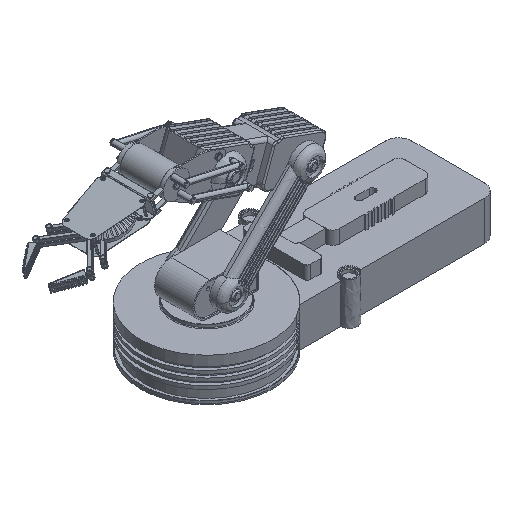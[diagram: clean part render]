
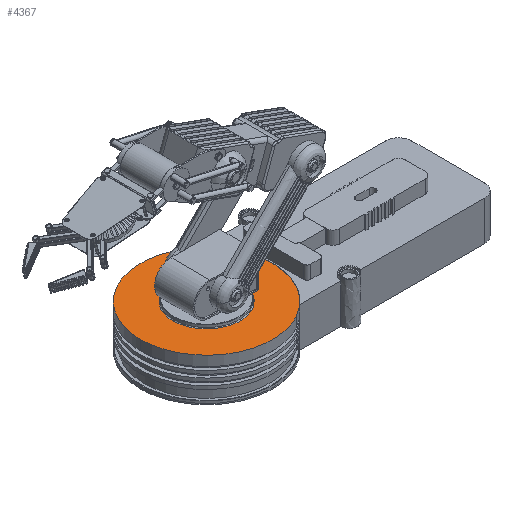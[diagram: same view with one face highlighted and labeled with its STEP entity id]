
A CAD part, isometric view. The second image highlights one B-rep face of the part: STEP entity #4367.
In plain terms, the highlighted free-form (B-spline) face has degree [1, 1] with [2, 2] control points.
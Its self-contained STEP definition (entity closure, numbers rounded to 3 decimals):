
#4095 = EDGE_CURVE('',#4096,#4098,#4100,.T.);
#4096 = VERTEX_POINT('',#4097);
#4097 = CARTESIAN_POINT('',(-17.999,-86.782,
    59.333));
#4098 = VERTEX_POINT('',#4099);
#4099 = CARTESIAN_POINT('',(33.48,0.,59.333));
#4100 = ( BOUNDED_CURVE() B_SPLINE_CURVE(2,(#4101,#4102,#4103),
.UNSPECIFIED.,.F.,.F.) B_SPLINE_CURVE_WITH_KNOTS((3,3),(5.212,
6.283),.PIECEWISE_BEZIER_KNOTS.) CURVE() 
GEOMETRIC_REPRESENTATION_ITEM() RATIONAL_B_SPLINE_CURVE((1.,
0.86,1.)) REPRESENTATION_ITEM('') );
#4101 = CARTESIAN_POINT('',(-17.999,-86.782,
    59.333));
#4102 = CARTESIAN_POINT('',(33.48,-58.66,
    59.333));
#4103 = CARTESIAN_POINT('',(33.48,0.,
    59.333));
#4128 = EDGE_CURVE('',#4129,#4096,#4131,.T.);
#4129 = VERTEX_POINT('',#4130);
#4130 = CARTESIAN_POINT('',(-164.296,0.,
    59.333));
#4131 = ( BOUNDED_CURVE() B_SPLINE_CURVE(2,(#4132,#4133,#4134),
.UNSPECIFIED.,.F.,.F.) B_SPLINE_CURVE_WITH_KNOTS((3,3),(3.142,
5.212),.PIECEWISE_BEZIER_KNOTS.) CURVE() 
GEOMETRIC_REPRESENTATION_ITEM() RATIONAL_B_SPLINE_CURVE((1.,
0.51,1.)) REPRESENTATION_ITEM('') );
#4132 = CARTESIAN_POINT('',(-164.296,0.,
    59.333));
#4133 = CARTESIAN_POINT('',(-164.296,-166.705,
    59.333));
#4134 = CARTESIAN_POINT('',(-17.999,-86.782,
    59.333));
#4251 = VERTEX_POINT('',#4252);
#4252 = CARTESIAN_POINT('',(-112.818,86.782,
    59.333));
#4257 = EDGE_CURVE('',#4098,#4251,#4258,.T.);
#4258 = ( BOUNDED_CURVE() B_SPLINE_CURVE(2,(#4259,#4260,#4261),
.UNSPECIFIED.,.F.,.F.) B_SPLINE_CURVE_WITH_KNOTS((3,3),(0.,
2.071),.PIECEWISE_BEZIER_KNOTS.) CURVE() 
GEOMETRIC_REPRESENTATION_ITEM() RATIONAL_B_SPLINE_CURVE((1.,
0.51,1.)) REPRESENTATION_ITEM('') );
#4259 = CARTESIAN_POINT('',(33.48,0.,59.333));
#4260 = CARTESIAN_POINT('',(33.48,166.705,
    59.333));
#4261 = CARTESIAN_POINT('',(-112.818,86.782,
    59.333));
#4274 = EDGE_CURVE('',#4251,#4129,#4275,.T.);
#4275 = ( BOUNDED_CURVE() B_SPLINE_CURVE(2,(#4276,#4277,#4278),
.UNSPECIFIED.,.F.,.F.) B_SPLINE_CURVE_WITH_KNOTS((3,3),(2.071,
3.142),.PIECEWISE_BEZIER_KNOTS.) CURVE() 
GEOMETRIC_REPRESENTATION_ITEM() RATIONAL_B_SPLINE_CURVE((1.,
0.86,1.)) REPRESENTATION_ITEM('') );
#4276 = CARTESIAN_POINT('',(-112.818,86.782,
    59.333));
#4277 = CARTESIAN_POINT('',(-164.296,58.66,
    59.333));
#4278 = CARTESIAN_POINT('',(-164.296,0.,
    59.333));
#4367 = ADVANCED_FACE('',(#4368,#4374),#4396,.T.);
#4368 = FACE_BOUND('',#4369,.T.);
#4369 = EDGE_LOOP('',(#4370,#4371,#4372,#4373));
#4370 = ORIENTED_EDGE('',*,*,#4257,.T.);
#4371 = ORIENTED_EDGE('',*,*,#4274,.T.);
#4372 = ORIENTED_EDGE('',*,*,#4128,.T.);
#4373 = ORIENTED_EDGE('',*,*,#4095,.T.);
#4374 = FACE_BOUND('',#4375,.T.);
#4375 = EDGE_LOOP('',(#4376,#4388));
#4376 = ORIENTED_EDGE('',*,*,#4377,.F.);
#4377 = EDGE_CURVE('',#4378,#4380,#4382,.T.);
#4378 = VERTEX_POINT('',#4379);
#4379 = CARTESIAN_POINT('',(-14.975,0.,
    59.333));
#4380 = VERTEX_POINT('',#4381);
#4381 = CARTESIAN_POINT('',(-115.841,0.,
    59.333));
#4382 = ( BOUNDED_CURVE() B_SPLINE_CURVE(2,(#4383,#4384,#4385,#4386,
#4387),.UNSPECIFIED.,.F.,.F.) B_SPLINE_CURVE_WITH_KNOTS((3,2,3),(0.,
1.571,3.142),.PIECEWISE_BEZIER_KNOTS.) CURVE() 
GEOMETRIC_REPRESENTATION_ITEM() RATIONAL_B_SPLINE_CURVE((1.,
0.707,1.,0.707,1.)) REPRESENTATION_ITEM('') );
#4383 = CARTESIAN_POINT('',(-14.975,0.,
    59.333));
#4384 = CARTESIAN_POINT('',(-14.975,50.433,
    59.333));
#4385 = CARTESIAN_POINT('',(-65.408,50.433,
    59.333));
#4386 = CARTESIAN_POINT('',(-115.841,50.433,
    59.333));
#4387 = CARTESIAN_POINT('',(-115.841,0.,
    59.333));
#4388 = ORIENTED_EDGE('',*,*,#4389,.F.);
#4389 = EDGE_CURVE('',#4380,#4378,#4390,.T.);
#4390 = ( BOUNDED_CURVE() B_SPLINE_CURVE(2,(#4391,#4392,#4393,#4394,
#4395),.UNSPECIFIED.,.F.,.F.) B_SPLINE_CURVE_WITH_KNOTS((3,2,3),(
    3.142,4.712,6.283),
.PIECEWISE_BEZIER_KNOTS.) CURVE() GEOMETRIC_REPRESENTATION_ITEM() 
RATIONAL_B_SPLINE_CURVE((1.,0.707,1.,0.707,1.)) 
REPRESENTATION_ITEM('') );
#4391 = CARTESIAN_POINT('',(-115.841,0.,
    59.333));
#4392 = CARTESIAN_POINT('',(-115.841,-50.433,
    59.333));
#4393 = CARTESIAN_POINT('',(-65.408,-50.433,
    59.333));
#4394 = CARTESIAN_POINT('',(-14.975,-50.433,
    59.333));
#4395 = CARTESIAN_POINT('',(-14.975,0.,
    59.333));
#4396 = B_SPLINE_SURFACE_WITH_KNOTS('',1,1,(
    (#4397,#4398)
    ,(#4399,#4400
    )),.UNSPECIFIED.,.F.,.F.,.F.,(2,2),(2,2),(-166.144,
    33.856),(-100.,100.),.PIECEWISE_BEZIER_KNOTS.);
#4397 = CARTESIAN_POINT('',(-164.296,-98.888,
    59.333));
#4398 = CARTESIAN_POINT('',(-164.296,98.888,
    59.333));
#4399 = CARTESIAN_POINT('',(33.48,-98.888,
    59.333));
#4400 = CARTESIAN_POINT('',(33.48,98.888,
    59.333));
